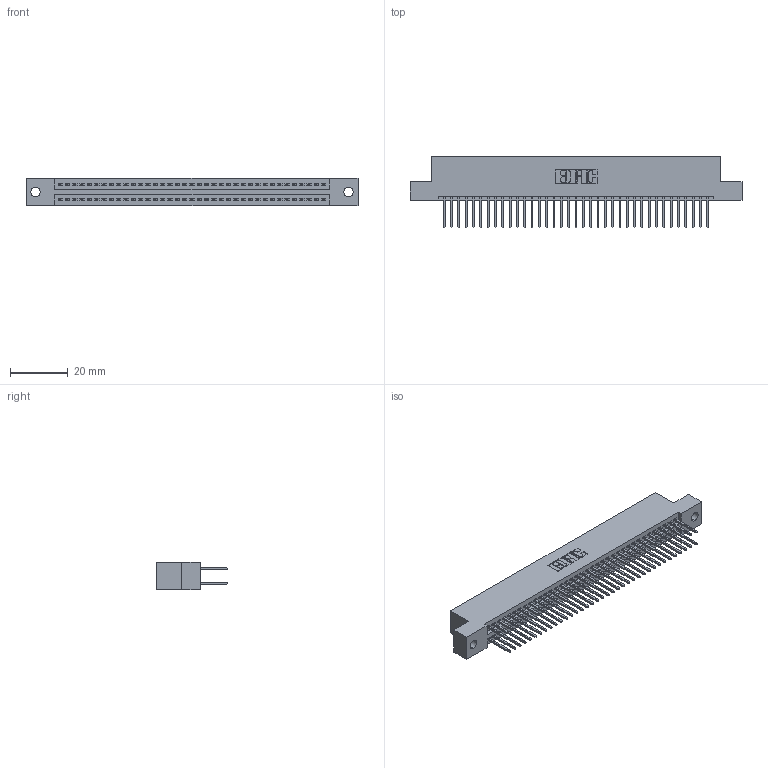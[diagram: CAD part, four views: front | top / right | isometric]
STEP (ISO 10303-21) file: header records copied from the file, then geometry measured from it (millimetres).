
FILE_DESCRIPTION (( 'STEP AP203' ), '1' );
FILE_NAME ('345-074-523-202.STEP', '2018-10-02T11:32:54', ( '' ), ( '' ), 'SwSTEP 2.0', 'SolidWorks 2016', '' );
FILE_SCHEMA (( 'CONFIG_CONTROL_DESIGN' ));
Length unit declared in the file: inch
Products named in the file (3): 345-074-523-202; 345-292-001_345-293-123; 345 Part_Flush Mounting Lugs - 0.128 Dia
Assembly tree (75 placements, depth 2):
  345-074-523-202
    345 Part_Flush Mounting Lugs - 0.128 Dia
    345-292-001_345-293-123  x74
Bounding box: 115.19 x 24.82 x 9.4 mm (x, y, z)
Volume: 11258.2 mm3; surface area: 16952.3 mm2
Topology: 75 solids, 75 shells, 3826 faces, 11367 edges, 7478 vertices
Faces by surface type: plane 2522, cylinder 1304
Entity records: 29725 total; most frequent: CARTESIAN_POINT 4988, ORIENTED_EDGE 4922, DIRECTION 4405, EDGE_CURVE 2461, LINE 2181, VECTOR 2181, VERTEX_POINT 1638, AXIS2_PLACEMENT_3D 1112
